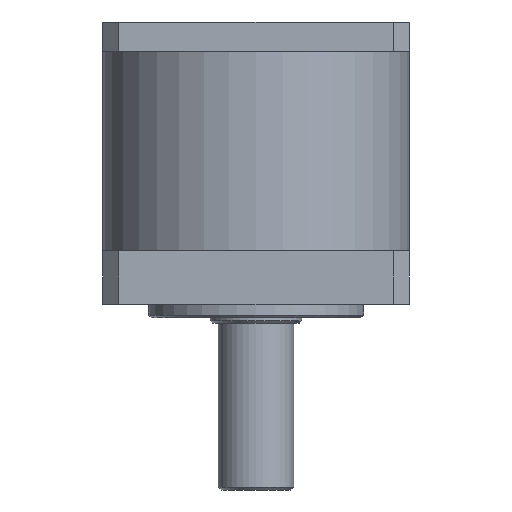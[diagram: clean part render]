
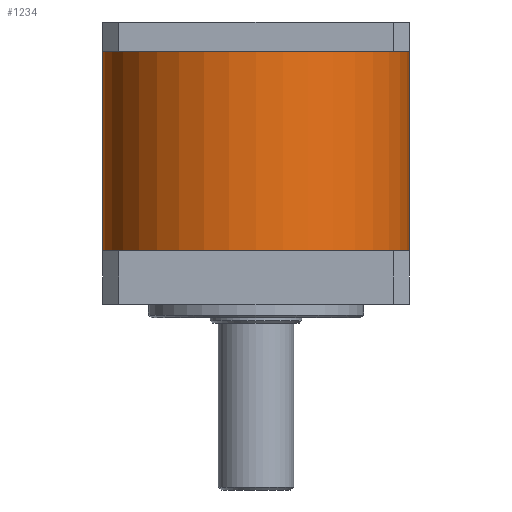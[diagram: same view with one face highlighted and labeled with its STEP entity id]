
A CAD part, front view. The second image highlights one B-rep face of the part: STEP entity #1234.
In plain terms, the highlighted cylindrical face has radius 28.5 mm (diameter 57 mm), a partial arc.
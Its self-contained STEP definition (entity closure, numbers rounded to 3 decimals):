
#560 = CARTESIAN_POINT ( 'NONE',  ( 0., 0., 37. ) ) ;
#732 = DIRECTION ( 'NONE',  ( -1., 0., 0. ) ) ;
#1087 = AXIS2_PLACEMENT_3D ( 'NONE', #560, #2524, #732 ) ;
#1234 = ADVANCED_FACE ( 'NONE', ( #4141 ), #9322, .T. ) ;
#1367 = EDGE_LOOP ( 'NONE', ( #2047, #3291, #6991, #8748 ) ) ;
#1531 = EDGE_CURVE ( 'NONE', #6538, #9278, #4869, .T. ) ;
#2047 = ORIENTED_EDGE ( 'NONE', *, *, #10898, .F. ) ;
#2105 = CARTESIAN_POINT ( 'NONE',  ( -28.5, 0., 37. ) ) ;
#2290 = VERTEX_POINT ( 'NONE', #2105 ) ;
#2524 = DIRECTION ( 'NONE',  ( 0., 0., -1. ) ) ;
#3122 = DIRECTION ( 'NONE',  ( 0., 0., 1. ) ) ;
#3291 = ORIENTED_EDGE ( 'NONE', *, *, #4523, .F. ) ;
#4110 = VECTOR ( 'NONE', #7868, 1000. ) ;
#4141 = FACE_OUTER_BOUND ( 'NONE', #1367, .T. ) ;
#4523 = EDGE_CURVE ( 'NONE', #2290, #11170, #10688, .T. ) ;
#4869 = CIRCLE ( 'NONE', #8733, 28.5 ) ;
#5528 = LINE ( 'NONE', #9035, #10159 ) ;
#5782 = CARTESIAN_POINT ( 'NONE',  ( 0., 0., 37. ) ) ;
#6024 = EDGE_CURVE ( 'NONE', #2290, #6538, #7920, .T. ) ;
#6538 = VERTEX_POINT ( 'NONE', #11076 ) ;
#6750 = CARTESIAN_POINT ( 'NONE',  ( 28.5, 0., 0. ) ) ;
#6991 = ORIENTED_EDGE ( 'NONE', *, *, #6024, .T. ) ;
#7810 = CARTESIAN_POINT ( 'NONE',  ( -28.5, 0., 37. ) ) ;
#7868 = DIRECTION ( 'NONE',  ( 0., 0., -1. ) ) ;
#7920 = LINE ( 'NONE', #7810, #4110 ) ;
#8107 = DIRECTION ( 'NONE',  ( 1., 0., 0. ) ) ;
#8174 = DIRECTION ( 'NONE',  ( 0., 0., -1. ) ) ;
#8733 = AXIS2_PLACEMENT_3D ( 'NONE', #10758, #9893, #8107 ) ;
#8748 = ORIENTED_EDGE ( 'NONE', *, *, #1531, .T. ) ;
#9035 = CARTESIAN_POINT ( 'NONE',  ( 28.5, 0., 37. ) ) ;
#9120 = DIRECTION ( 'NONE',  ( 1., 0., 0. ) ) ;
#9278 = VERTEX_POINT ( 'NONE', #6750 ) ;
#9322 = CYLINDRICAL_SURFACE ( 'NONE', #1087, 28.5 ) ;
#9893 = DIRECTION ( 'NONE',  ( 0., 0., 1. ) ) ;
#10159 = VECTOR ( 'NONE', #8174, 1000. ) ;
#10507 = AXIS2_PLACEMENT_3D ( 'NONE', #5782, #3122, #9120 ) ;
#10688 = CIRCLE ( 'NONE', #10507, 28.5 ) ;
#10719 = CARTESIAN_POINT ( 'NONE',  ( 28.5, 0., 37. ) ) ;
#10758 = CARTESIAN_POINT ( 'NONE',  ( 0., 0., 0. ) ) ;
#10898 = EDGE_CURVE ( 'NONE', #11170, #9278, #5528, .T. ) ;
#11076 = CARTESIAN_POINT ( 'NONE',  ( -28.5, 0., 0. ) ) ;
#11170 = VERTEX_POINT ( 'NONE', #10719 ) ;
